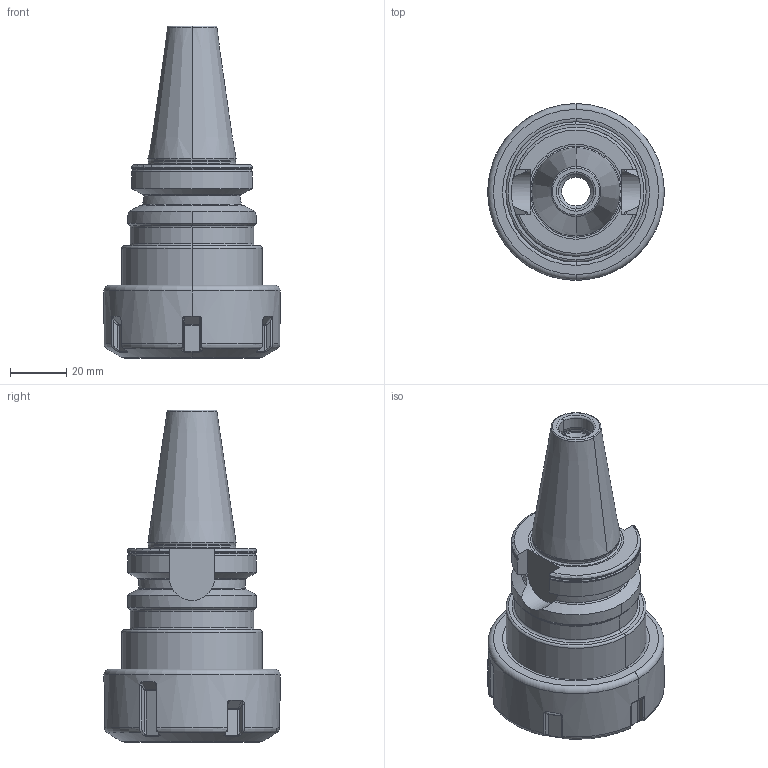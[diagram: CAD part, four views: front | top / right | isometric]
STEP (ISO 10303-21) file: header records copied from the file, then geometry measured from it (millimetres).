
FILE_DESCRIPTION((''),'2;1');
FILE_NAME('DC_305_02_26','2020-09-23T',('104091'),(''),'CREO PARAMETRIC BY PTC INC, 2016260','CREO PARAMETRIC BY PTC INC, 2016260','');
FILE_SCHEMA(('CONFIG_CONTROL_DESIGN'));
Length unit declared in the file: millimetre
Products named in the file (1): DC_305_02_26
Bounding box: 62.9 x 62.9 x 118.4 mm (x, y, z)
Volume: 102952.8 mm3; surface area: 31493.8 mm2
Topology: 1 solids, 1 shells, 274 faces, 662 edges, 396 vertices
Faces by surface type: cylinder 66, bspline 58, torus 55, plane 53, cone 30, sphere 12
Entity records: 10783 total; most frequent: CARTESIAN_POINT 4810, ORIENTED_EDGE 1322, DIRECTION 1109, EDGE_CURVE 661, AXIS2_PLACEMENT_3D 444, VERTEX_POINT 394, EDGE_LOOP 281, FACE_OUTER_BOUND 274
